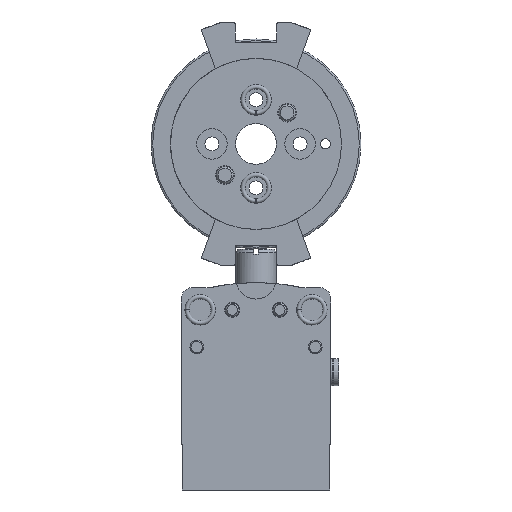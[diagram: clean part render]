
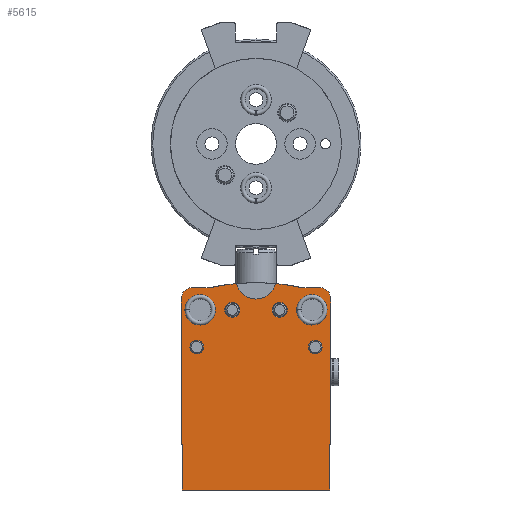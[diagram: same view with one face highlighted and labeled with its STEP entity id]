
A CAD part, front view. The second image highlights one B-rep face of the part: STEP entity #5615.
In plain terms, the highlighted planar face has unit normal (0, -1, 0).
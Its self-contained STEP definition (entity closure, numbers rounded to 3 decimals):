
#258=PLANE('',#6285);
#591=CIRCLE('',#6236,64.5);
#593=CIRCLE('',#6238,64.5);
#610=CIRCLE('',#6286,2.);
#611=CIRCLE('',#6287,2.);
#612=CIRCLE('',#6288,4.5);
#613=CIRCLE('',#6289,4.5);
#614=CIRCLE('',#6290,2.2);
#615=CIRCLE('',#6291,2.2);
#616=CIRCLE('',#6292,3.);
#617=CIRCLE('',#6293,3.);
#618=CIRCLE('',#6294,6.);
#619=CIRCLE('',#6295,6.);
#620=CIRCLE('',#6296,6.);
#1571=ORIENTED_EDGE('',*,*,#2679,.T.);
#1572=ORIENTED_EDGE('',*,*,#2680,.F.);
#1573=ORIENTED_EDGE('',*,*,#2681,.T.);
#1574=ORIENTED_EDGE('',*,*,#2682,.F.);
#1575=ORIENTED_EDGE('',*,*,#2683,.T.);
#1576=ORIENTED_EDGE('',*,*,#2684,.F.);
#1577=ORIENTED_EDGE('',*,*,#2685,.F.);
#1578=ORIENTED_EDGE('',*,*,#2575,.F.);
#1579=ORIENTED_EDGE('',*,*,#2654,.T.);
#1580=ORIENTED_EDGE('',*,*,#2686,.F.);
#1581=ORIENTED_EDGE('',*,*,#2568,.T.);
#1582=ORIENTED_EDGE('',*,*,#2687,.T.);
#1583=ORIENTED_EDGE('',*,*,#2655,.T.);
#1584=ORIENTED_EDGE('',*,*,#2666,.T.);
#1585=ORIENTED_EDGE('',*,*,#2688,.F.);
#1586=ORIENTED_EDGE('',*,*,#2689,.T.);
#1587=ORIENTED_EDGE('',*,*,#2690,.T.);
#1588=ORIENTED_EDGE('',*,*,#2595,.F.);
#1589=ORIENTED_EDGE('',*,*,#2691,.T.);
#1590=ORIENTED_EDGE('',*,*,#2591,.F.);
#1591=ORIENTED_EDGE('',*,*,#2692,.T.);
#1592=ORIENTED_EDGE('',*,*,#2693,.T.);
#2568=EDGE_CURVE('',#3216,#3215,#3654,.T.);
#2575=EDGE_CURVE('',#3222,#3223,#3656,.T.);
#2591=EDGE_CURVE('',#3238,#3239,#591,.T.);
#2595=EDGE_CURVE('',#3242,#3243,#593,.T.);
#2654=EDGE_CURVE('',#3222,#3293,#3682,.T.);
#2655=EDGE_CURVE('',#3294,#3295,#3683,.T.);
#2666=EDGE_CURVE('',#3295,#3301,#3690,.T.);
#2679=EDGE_CURVE('',#3304,#3304,#610,.T.);
#2680=EDGE_CURVE('',#3305,#3305,#611,.T.);
#2681=EDGE_CURVE('',#3306,#3306,#612,.T.);
#2682=EDGE_CURVE('',#3307,#3307,#613,.T.);
#2683=EDGE_CURVE('',#3308,#3308,#614,.T.);
#2684=EDGE_CURVE('',#3309,#3309,#615,.T.);
#2685=EDGE_CURVE('',#3223,#3310,#616,.T.);
#2686=EDGE_CURVE('',#3216,#3293,#3701,.T.);
#2687=EDGE_CURVE('',#3215,#3294,#3702,.T.);
#2688=EDGE_CURVE('',#3311,#3301,#617,.T.);
#2689=EDGE_CURVE('',#3311,#3312,#3703,.T.);
#2690=EDGE_CURVE('',#3312,#3243,#618,.T.);
#2691=EDGE_CURVE('',#3242,#3239,#619,.T.);
#2692=EDGE_CURVE('',#3238,#3313,#620,.T.);
#2693=EDGE_CURVE('',#3313,#3310,#3704,.T.);
#3215=VERTEX_POINT('',#9336);
#3216=VERTEX_POINT('',#9338);
#3222=VERTEX_POINT('',#9352);
#3223=VERTEX_POINT('',#9353);
#3238=VERTEX_POINT('',#9385);
#3239=VERTEX_POINT('',#9387);
#3242=VERTEX_POINT('',#9393);
#3243=VERTEX_POINT('',#9395);
#3293=VERTEX_POINT('',#9575);
#3294=VERTEX_POINT('',#9579);
#3295=VERTEX_POINT('',#9580);
#3301=VERTEX_POINT('',#9598);
#3304=VERTEX_POINT('',#9621);
#3305=VERTEX_POINT('',#9623);
#3306=VERTEX_POINT('',#9625);
#3307=VERTEX_POINT('',#9627);
#3308=VERTEX_POINT('',#9629);
#3309=VERTEX_POINT('',#9631);
#3310=VERTEX_POINT('',#9633);
#3311=VERTEX_POINT('',#9637);
#3312=VERTEX_POINT('',#9639);
#3313=VERTEX_POINT('',#9643);
#3654=LINE('',#9337,#4043);
#3656=LINE('',#9351,#4045);
#3682=LINE('',#9576,#4071);
#3683=LINE('',#9578,#4072);
#3690=LINE('',#9599,#4079);
#3701=LINE('',#9634,#4090);
#3702=LINE('',#9635,#4091);
#3703=LINE('',#9638,#4092);
#3704=LINE('',#9644,#4093);
#4043=VECTOR('',#7426,1000.);
#4045=VECTOR('',#7440,1000.);
#4071=VECTOR('',#7552,1000.);
#4072=VECTOR('',#7555,1000.);
#4079=VECTOR('',#7574,1000.);
#4090=VECTOR('',#7615,1000.);
#4091=VECTOR('',#7616,1000.);
#4092=VECTOR('',#7619,1000.);
#4093=VECTOR('',#7626,1000.);
#4529=EDGE_LOOP('',(#1571));
#4530=EDGE_LOOP('',(#1572));
#4531=EDGE_LOOP('',(#1573));
#4532=EDGE_LOOP('',(#1574));
#4533=EDGE_LOOP('',(#1575));
#4534=EDGE_LOOP('',(#1576));
#4535=EDGE_LOOP('',(#1577,#1578,#1579,#1580,#1581,#1582,#1583,#1584,#1585,
#1586,#1587,#1588,#1589,#1590,#1591,#1592));
#5060=FACE_BOUND('',#4529,.T.);
#5061=FACE_BOUND('',#4530,.T.);
#5062=FACE_BOUND('',#4531,.T.);
#5063=FACE_BOUND('',#4532,.T.);
#5064=FACE_BOUND('',#4533,.T.);
#5065=FACE_BOUND('',#4534,.T.);
#5066=FACE_BOUND('',#4535,.T.);
#5615=ADVANCED_FACE('',(#5060,#5061,#5062,#5063,#5064,#5065,#5066),#258,
 .T.);
#6236=AXIS2_PLACEMENT_3D('',#9386,#7466,#7467);
#6238=AXIS2_PLACEMENT_3D('',#9394,#7472,#7473);
#6285=AXIS2_PLACEMENT_3D('',#9619,#7599,#7600);
#6286=AXIS2_PLACEMENT_3D('',#9620,#7601,#7602);
#6287=AXIS2_PLACEMENT_3D('',#9622,#7603,#7604);
#6288=AXIS2_PLACEMENT_3D('',#9624,#7605,#7606);
#6289=AXIS2_PLACEMENT_3D('',#9626,#7607,#7608);
#6290=AXIS2_PLACEMENT_3D('',#9628,#7609,#7610);
#6291=AXIS2_PLACEMENT_3D('',#9630,#7611,#7612);
#6292=AXIS2_PLACEMENT_3D('',#9632,#7613,#7614);
#6293=AXIS2_PLACEMENT_3D('',#9636,#7617,#7618);
#6294=AXIS2_PLACEMENT_3D('',#9640,#7620,#7621);
#6295=AXIS2_PLACEMENT_3D('',#9641,#7622,#7623);
#6296=AXIS2_PLACEMENT_3D('',#9642,#7624,#7625);
#7426=DIRECTION('',(1.,0.,0.));
#7440=DIRECTION('',(0.,0.,1.));
#7466=DIRECTION('',(0.,1.,0.));
#7467=DIRECTION('',(1.,0.,0.));
#7472=DIRECTION('',(0.,1.,0.));
#7473=DIRECTION('',(1.,0.,0.));
#7552=DIRECTION('',(1.,0.,0.));
#7555=DIRECTION('',(1.,0.,0.));
#7574=DIRECTION('',(0.,0.,1.));
#7599=DIRECTION('',(0.,-1.,0.));
#7600=DIRECTION('',(0.,0.,-1.));
#7601=DIRECTION('',(0.,1.,0.));
#7602=DIRECTION('',(0.,0.,1.));
#7603=DIRECTION('',(0.,-1.,0.));
#7604=DIRECTION('',(0.,0.,-1.));
#7605=DIRECTION('',(0.,1.,0.));
#7606=DIRECTION('',(0.,0.,1.));
#7607=DIRECTION('',(0.,-1.,0.));
#7608=DIRECTION('',(0.,0.,-1.));
#7609=DIRECTION('',(0.,1.,0.));
#7610=DIRECTION('',(0.,0.,1.));
#7611=DIRECTION('',(0.,-1.,0.));
#7612=DIRECTION('',(0.,0.,-1.));
#7613=DIRECTION('',(0.,1.,0.));
#7614=DIRECTION('',(1.,0.,0.));
#7615=DIRECTION('',(0.,0.,1.));
#7616=DIRECTION('',(0.,0.,1.));
#7617=DIRECTION('',(0.,1.,0.));
#7618=DIRECTION('',(1.,0.,0.));
#7619=DIRECTION('',(-1.,0.,0.));
#7620=DIRECTION('',(0.,1.,0.));
#7621=DIRECTION('',(1.,0.,0.));
#7622=DIRECTION('',(0.,1.,0.));
#7623=DIRECTION('',(1.,0.,0.));
#7624=DIRECTION('',(0.,1.,0.));
#7625=DIRECTION('',(1.,0.,0.));
#7626=DIRECTION('',(-1.,0.,0.));
#9336=CARTESIAN_POINT('',(21.8,0.,-61.2));
#9337=CARTESIAN_POINT('',(-21.8,0.,-61.2));
#9338=CARTESIAN_POINT('',(-21.8,0.,-61.2));
#9351=CARTESIAN_POINT('',(-22.,0.,-47.7));
#9352=CARTESIAN_POINT('',(-22.,0.,-47.7));
#9353=CARTESIAN_POINT('',(-22.,0.,-4.5));
#9385=CARTESIAN_POINT('',(-13.234,0.,-1.372));
#9386=CARTESIAN_POINT('',(0.,0.,-64.5));
#9387=CARTESIAN_POINT('',(-5.819,0.,-0.263));
#9393=CARTESIAN_POINT('',(5.819,0.,-0.263));
#9394=CARTESIAN_POINT('',(0.,0.,-64.5));
#9395=CARTESIAN_POINT('',(13.234,0.,-1.372));
#9575=CARTESIAN_POINT('',(-21.8,0.,-47.7));
#9576=CARTESIAN_POINT('',(-22.,0.,-47.7));
#9578=CARTESIAN_POINT('',(-22.,0.,-47.7));
#9579=CARTESIAN_POINT('',(21.8,0.,-47.7));
#9580=CARTESIAN_POINT('',(22.,0.,-47.7));
#9598=CARTESIAN_POINT('',(22.,0.,-4.5));
#9599=CARTESIAN_POINT('',(22.,0.,-47.7));
#9619=CARTESIAN_POINT('',(-22.,0.,-47.7));
#9620=CARTESIAN_POINT('',(-17.5,0.,-19.));
#9621=CARTESIAN_POINT('',(-17.5,0.,-17.));
#9622=CARTESIAN_POINT('',(17.5,0.,-19.));
#9623=CARTESIAN_POINT('',(17.5,0.,-21.));
#9624=CARTESIAN_POINT('',(-16.5,0.,-8.));
#9625=CARTESIAN_POINT('',(-16.5,0.,-3.5));
#9626=CARTESIAN_POINT('',(16.5,0.,-8.));
#9627=CARTESIAN_POINT('',(16.5,0.,-12.5));
#9628=CARTESIAN_POINT('',(-7.,0.,-8.));
#9629=CARTESIAN_POINT('',(-7.,0.,-5.8));
#9630=CARTESIAN_POINT('',(7.,0.,-8.));
#9631=CARTESIAN_POINT('',(7.,0.,-10.2));
#9632=CARTESIAN_POINT('',(-19.,0.,-4.5));
#9633=CARTESIAN_POINT('',(-19.,0.,-1.5));
#9634=CARTESIAN_POINT('',(-21.8,0.,-61.2));
#9635=CARTESIAN_POINT('',(21.8,0.,-61.2));
#9636=CARTESIAN_POINT('',(19.,0.,-4.5));
#9637=CARTESIAN_POINT('',(19.,0.,-1.5));
#9638=CARTESIAN_POINT('',(19.,0.,-1.5));
#9639=CARTESIAN_POINT('',(14.465,0.,-1.5));
#9640=CARTESIAN_POINT('',(14.465,0.,4.5));
#9641=CARTESIAN_POINT('',(0.,0.,1.2));
#9642=CARTESIAN_POINT('',(-14.465,0.,4.5));
#9643=CARTESIAN_POINT('',(-14.465,0.,-1.5));
#9644=CARTESIAN_POINT('',(-14.465,0.,-1.5));
